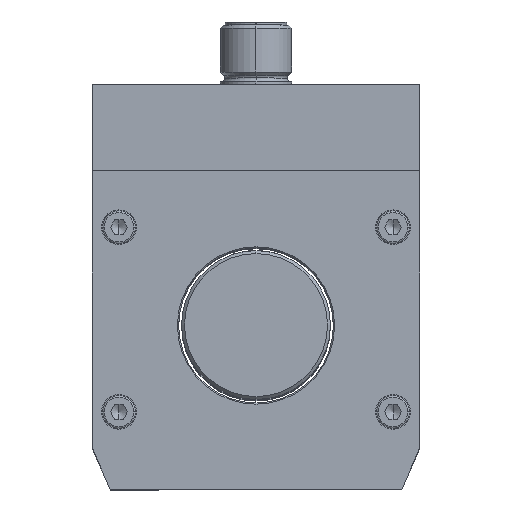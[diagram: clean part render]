
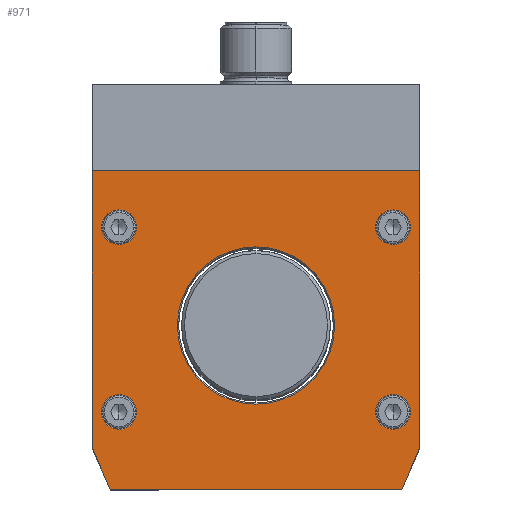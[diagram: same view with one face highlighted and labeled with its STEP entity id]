
A CAD part, top view. The second image highlights one B-rep face of the part: STEP entity #971.
In plain terms, the highlighted planar face has unit normal (0, 0, 1).
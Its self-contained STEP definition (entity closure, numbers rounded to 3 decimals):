
#971=ADVANCED_FACE('42:110',(#1870,#1871,#1872,#1873,#1874,#1875),#1876,.F.);
#1870=FACE_BOUND('',#2840,.T.);
#1871=FACE_BOUND('',#2841,.T.);
#1872=FACE_OUTER_BOUND('',#2842,.T.);
#1873=FACE_BOUND('',#2843,.T.);
#1874=FACE_BOUND('',#2844,.T.);
#1875=FACE_BOUND('',#2845,.T.);
#1876=PLANE('',#2846);
#2840=EDGE_LOOP('',(#4798,#4799));
#2841=EDGE_LOOP('',(#4800,#4801));
#2842=EDGE_LOOP('',(#4802,#4803,#4804,#4805,#4806,#4807));
#2843=EDGE_LOOP('',(#4808,#4809));
#2844=EDGE_LOOP('',(#4810,#4811));
#2845=EDGE_LOOP('',(#4812,#4813));
#2846=AXIS2_PLACEMENT_3D('',#4814,#4815,#4816);
#4798=ORIENTED_EDGE('',*,*,#6430,.T.);
#4799=ORIENTED_EDGE('',*,*,#6548,.T.);
#4800=ORIENTED_EDGE('',*,*,#6549,.F.);
#4801=ORIENTED_EDGE('',*,*,#6550,.F.);
#4802=ORIENTED_EDGE('',*,*,#5825,.F.);
#4803=ORIENTED_EDGE('',*,*,#6056,.F.);
#4804=ORIENTED_EDGE('',*,*,#5966,.F.);
#4805=ORIENTED_EDGE('',*,*,#6323,.F.);
#4806=ORIENTED_EDGE('',*,*,#6317,.F.);
#4807=ORIENTED_EDGE('',*,*,#6266,.F.);
#4808=ORIENTED_EDGE('',*,*,#6551,.F.);
#4809=ORIENTED_EDGE('',*,*,#6147,.F.);
#4810=ORIENTED_EDGE('',*,*,#6552,.F.);
#4811=ORIENTED_EDGE('',*,*,#6399,.F.);
#4812=ORIENTED_EDGE('',*,*,#6435,.T.);
#4813=ORIENTED_EDGE('',*,*,#6553,.T.);
#4814=CARTESIAN_POINT('',(-26.,26.,3.5));
#4815=DIRECTION('',(0.0,0.0,-1.0));
#4816=DIRECTION('',(-1.0,0.0,0.0));
#5825=EDGE_CURVE('42:191',#7332,#7334,#7335,.T.);
#5966=EDGE_CURVE('42:206',#7583,#7585,#7586,.T.);
#6056=EDGE_CURVE('42:200',#7585,#7332,#7738,.T.);
#6147=EDGE_CURVE('',#7883,#7885,#7886,.T.);
#6266=EDGE_CURVE('42:212',#7334,#8063,#8067,.T.);
#6317=EDGE_CURVE('42:140',#8063,#8137,#8138,.T.);
#6323=EDGE_CURVE('42:209',#8137,#7583,#8144,.T.);
#6399=EDGE_CURVE('',#8253,#8248,#8255,.F.);
#6430=EDGE_CURVE('42:185',#8292,#8296,#8298,.T.);
#6435=EDGE_CURVE('42:173',#8301,#8305,#8307,.T.);
#6548=EDGE_CURVE('',#8296,#8292,#8447,.T.);
#6549=EDGE_CURVE('42:182',#8448,#8449,#8450,.F.);
#6550=EDGE_CURVE('',#8449,#8448,#8451,.F.);
#6551=EDGE_CURVE('42:179',#7885,#7883,#8452,.T.);
#6552=EDGE_CURVE('42:176',#8248,#8253,#8453,.F.);
#6553=EDGE_CURVE('',#8305,#8301,#8454,.T.);
#7332=VERTEX_POINT('',#8936);
#7334=VERTEX_POINT('',#8939);
#7335=LINE('',#8940,#8941);
#7583=VERTEX_POINT('',#9336);
#7585=VERTEX_POINT('',#9339);
#7586=LINE('',#9340,#9341);
#7738=LINE('',#9558,#9559);
#7883=VERTEX_POINT('',#9744);
#7885=VERTEX_POINT('',#9747);
#7886=CIRCLE('',#9748,13.2);
#8063=VERTEX_POINT('',#10044);
#8067=LINE('',#10050,#10051);
#8137=VERTEX_POINT('',#10166);
#8138=LINE('',#10167,#10168);
#8144=LINE('',#10176,#10177);
#8248=VERTEX_POINT('',#10335);
#8253=VERTEX_POINT('',#10341);
#8255=CIRCLE('',#10344,2.9);
#8292=VERTEX_POINT('',#10393);
#8296=VERTEX_POINT('',#10398);
#8298=CIRCLE('',#10401,2.9);
#8301=VERTEX_POINT('',#10404);
#8305=VERTEX_POINT('',#10409);
#8307=CIRCLE('',#10412,2.9);
#8447=CIRCLE('',#10601,2.9);
#8448=VERTEX_POINT('',#10602);
#8449=VERTEX_POINT('',#10603);
#8450=CIRCLE('',#10604,2.9);
#8451=CIRCLE('',#10605,2.9);
#8452=CIRCLE('',#10606,13.2);
#8453=CIRCLE('',#10607,2.9);
#8454=CIRCLE('',#10608,2.9);
#8936=CARTESIAN_POINT('',(-24.5,-27.5,3.5));
#8939=CARTESIAN_POINT('',(-27.5,-20.5,3.5));
#8940=CARTESIAN_POINT('',(-35.052,-2.879,3.5));
#8941=VECTOR('',#11188,1.0);
#9336=CARTESIAN_POINT('',(27.5,-20.5,3.5));
#9339=CARTESIAN_POINT('',(24.5,-27.5,3.5));
#9340=CARTESIAN_POINT('',(31.017,-12.293,3.5));
#9341=VECTOR('',#11411,1.);
#9558=CARTESIAN_POINT('',(-13.,-27.5,3.5));
#9559=VECTOR('',#11570,1.0);
#9744=CARTESIAN_POINT('',(-13.2,0.,3.5));
#9747=CARTESIAN_POINT('',(13.2,0.,3.5));
#9748=AXIS2_PLACEMENT_3D('',#11711,#11712,#11713);
#10044=CARTESIAN_POINT('',(-27.5,26.,3.5));
#10050=CARTESIAN_POINT('',(-27.5,13.,3.5));
#10051=VECTOR('',#11881,1.0);
#10166=CARTESIAN_POINT('',(27.5,26.,3.5));
#10167=CARTESIAN_POINT('',(-13.,26.,3.5));
#10168=VECTOR('',#11945,1.0);
#10176=CARTESIAN_POINT('',(27.5,13.,3.5));
#10177=VECTOR('',#11951,1.0);
#10335=CARTESIAN_POINT('',(-20.1,-14.5,3.5));
#10341=CARTESIAN_POINT('',(-25.9,-14.5,3.5));
#10344=AXIS2_PLACEMENT_3D('',#12054,#12055,#12056);
#10393=CARTESIAN_POINT('',(20.1,-14.5,3.5));
#10398=CARTESIAN_POINT('',(25.9,-14.5,3.5));
#10401=AXIS2_PLACEMENT_3D('',#12101,#12102,#12103);
#10404=CARTESIAN_POINT('',(-20.1,16.5,3.5));
#10409=CARTESIAN_POINT('',(-25.9,16.5,3.5));
#10412=AXIS2_PLACEMENT_3D('',#12109,#12110,#12111);
#10601=AXIS2_PLACEMENT_3D('',#12282,#12283,#12284);
#10602=CARTESIAN_POINT('',(20.1,16.5,3.5));
#10603=CARTESIAN_POINT('',(25.9,16.5,3.5));
#10604=AXIS2_PLACEMENT_3D('',#12285,#12286,#12287);
#10605=AXIS2_PLACEMENT_3D('',#12288,#12289,#12290);
#10606=AXIS2_PLACEMENT_3D('',#12291,#12292,#12293);
#10607=AXIS2_PLACEMENT_3D('',#12294,#12295,#12296);
#10608=AXIS2_PLACEMENT_3D('',#12297,#12298,#12299);
#11188=DIRECTION('',(-0.394,0.919,0.0));
#11411=DIRECTION('',(-0.394,-0.919,-0.0));
#11570=DIRECTION('',(-1.0,0.0,0.0));
#11711=CARTESIAN_POINT('',(0.,0.,3.5));
#11712=DIRECTION('',(0.0,0.0,1.0));
#11713=DIRECTION('',(-1.0,0.0,0.0));
#11881=DIRECTION('',(0.0,1.0,0.0));
#11945=DIRECTION('',(1.0,0.,0.0));
#11951=DIRECTION('',(0.,-1.0,0.0));
#12054=CARTESIAN_POINT('',(-23.,-14.5,3.5));
#12055=DIRECTION('',(0.0,0.0,-1.0));
#12056=DIRECTION('',(-1.0,0.0,0.0));
#12101=CARTESIAN_POINT('',(23.,-14.5,3.5));
#12102=DIRECTION('',(0.0,0.0,-1.0));
#12103=DIRECTION('',(1.0,0.0,0.0));
#12109=CARTESIAN_POINT('',(-23.,16.5,3.5));
#12110=DIRECTION('',(0.0,0.0,-1.0));
#12111=DIRECTION('',(-1.0,0.0,0.0));
#12282=CARTESIAN_POINT('',(23.,-14.5,3.5));
#12283=DIRECTION('',(0.0,0.0,-1.0));
#12284=DIRECTION('',(1.0,0.0,0.0));
#12285=CARTESIAN_POINT('',(23.,16.5,3.5));
#12286=DIRECTION('',(0.0,0.0,-1.0));
#12287=DIRECTION('',(1.0,0.0,0.0));
#12288=CARTESIAN_POINT('',(23.,16.5,3.5));
#12289=DIRECTION('',(0.0,0.0,-1.0));
#12290=DIRECTION('',(1.0,0.0,0.0));
#12291=CARTESIAN_POINT('',(0.,0.,3.5));
#12292=DIRECTION('',(0.0,0.0,1.0));
#12293=DIRECTION('',(-1.0,0.0,0.0));
#12294=CARTESIAN_POINT('',(-23.,-14.5,3.5));
#12295=DIRECTION('',(0.0,0.0,-1.0));
#12296=DIRECTION('',(-1.0,0.0,0.0));
#12297=CARTESIAN_POINT('',(-23.,16.5,3.5));
#12298=DIRECTION('',(0.0,0.0,-1.0));
#12299=DIRECTION('',(-1.0,0.0,0.0));
